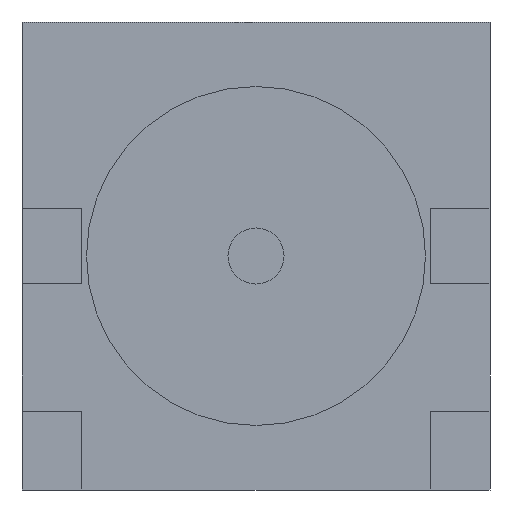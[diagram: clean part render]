
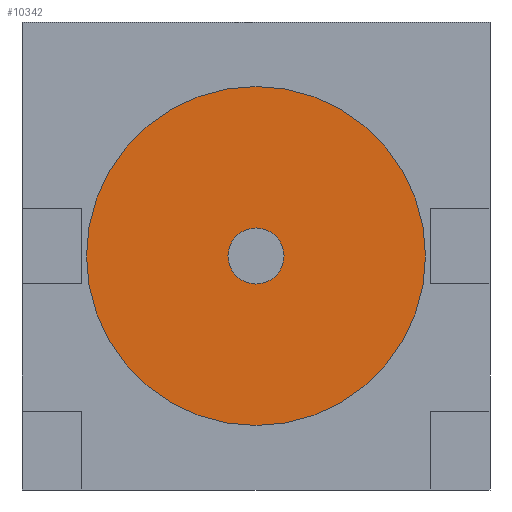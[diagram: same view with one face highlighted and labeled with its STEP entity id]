
A CAD part, front view. The second image highlights one B-rep face of the part: STEP entity #10342.
In plain terms, the highlighted planar face has unit normal (0, -1, 0).
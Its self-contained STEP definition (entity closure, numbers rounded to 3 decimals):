
#9440 = CYLINDRICAL_SURFACE('',#9441,2.3);
#9441 = AXIS2_PLACEMENT_3D('',#9442,#9443,#9444);
#9442 = CARTESIAN_POINT('',(0.,-4.,0.));
#9443 = DIRECTION('',(0.,-1.,0.));
#9444 = DIRECTION('',(1.,0.,0.));
#10261 = VERTEX_POINT('',#10262);
#10262 = CARTESIAN_POINT('',(2.3,-3.95,0.));
#10283 = EDGE_CURVE('',#10261,#10261,#10284,.T.);
#10284 = SURFACE_CURVE('',#10285,(#10290,#10297),.PCURVE_S1.);
#10285 = CIRCLE('',#10286,2.3);
#10286 = AXIS2_PLACEMENT_3D('',#10287,#10288,#10289);
#10287 = CARTESIAN_POINT('',(0.,-3.95,0.));
#10288 = DIRECTION('',(0.,-1.,0.));
#10289 = DIRECTION('',(1.,0.,0.));
#10290 = PCURVE('',#9440,#10291);
#10291 = DEFINITIONAL_REPRESENTATION('',(#10292),#10296);
#10292 = LINE('',#10293,#10294);
#10293 = CARTESIAN_POINT('',(0.,-0.05));
#10294 = VECTOR('',#10295,1.);
#10295 = DIRECTION('',(1.,0.));
#10296 = ( GEOMETRIC_REPRESENTATION_CONTEXT(2) 
PARAMETRIC_REPRESENTATION_CONTEXT() REPRESENTATION_CONTEXT('2D SPACE',''
  ) );
#10297 = PCURVE('',#10298,#10303);
#10298 = PLANE('',#10299);
#10299 = AXIS2_PLACEMENT_3D('',#10300,#10301,#10302);
#10300 = CARTESIAN_POINT('',(2.3,-3.95,0.));
#10301 = DIRECTION('',(0.,1.,0.));
#10302 = DIRECTION('',(0.,0.,1.));
#10303 = DEFINITIONAL_REPRESENTATION('',(#10304),#10312);
#10304 = ( BOUNDED_CURVE() B_SPLINE_CURVE(2,(#10305,#10306,#10307,#10308
    ,#10309,#10310,#10311),.UNSPECIFIED.,.F.,.F.) 
B_SPLINE_CURVE_WITH_KNOTS((1,2,2,2,2,1),(-2.094,0.,
    2.094,4.189,6.283,8.378),
.UNSPECIFIED.) CURVE() GEOMETRIC_REPRESENTATION_ITEM() 
RATIONAL_B_SPLINE_CURVE((1.,0.5,1.,0.5,1.,0.5,1.)) REPRESENTATION_ITEM(
  '') );
#10305 = CARTESIAN_POINT('',(0.,0.));
#10306 = CARTESIAN_POINT('',(3.984,0.));
#10307 = CARTESIAN_POINT('',(1.992,-3.45));
#10308 = CARTESIAN_POINT('',(0.,-6.9));
#10309 = CARTESIAN_POINT('',(-1.992,-3.45));
#10310 = CARTESIAN_POINT('',(-3.984,0.));
#10311 = CARTESIAN_POINT('',(0.,0.));
#10312 = ( GEOMETRIC_REPRESENTATION_CONTEXT(2) 
PARAMETRIC_REPRESENTATION_CONTEXT() REPRESENTATION_CONTEXT('2D SPACE',''
  ) );
#10342 = ADVANCED_FACE('',(#10343,#10346),#10298,.F.);
#10343 = FACE_BOUND('',#10344,.F.);
#10344 = EDGE_LOOP('',(#10345));
#10345 = ORIENTED_EDGE('',*,*,#10283,.F.);
#10346 = FACE_BOUND('',#10347,.F.);
#10347 = EDGE_LOOP('',(#10348));
#10348 = ORIENTED_EDGE('',*,*,#10349,.T.);
#10349 = EDGE_CURVE('',#10350,#10350,#10352,.T.);
#10350 = VERTEX_POINT('',#10351);
#10351 = CARTESIAN_POINT('',(0.38,-3.95,0.));
#10352 = SURFACE_CURVE('',#10353,(#10358,#10369),.PCURVE_S1.);
#10353 = CIRCLE('',#10354,0.38);
#10354 = AXIS2_PLACEMENT_3D('',#10355,#10356,#10357);
#10355 = CARTESIAN_POINT('',(0.,-3.95,0.
    ));
#10356 = DIRECTION('',(0.,-1.,0.));
#10357 = DIRECTION('',(1.,0.,0.));
#10358 = PCURVE('',#10298,#10359);
#10359 = DEFINITIONAL_REPRESENTATION('',(#10360),#10368);
#10360 = ( BOUNDED_CURVE() B_SPLINE_CURVE(2,(#10361,#10362,#10363,#10364
    ,#10365,#10366,#10367),.UNSPECIFIED.,.F.,.F.) 
B_SPLINE_CURVE_WITH_KNOTS((1,2,2,2,2,1),(-2.094,0.,
    2.094,4.189,6.283,8.378),
.UNSPECIFIED.) CURVE() GEOMETRIC_REPRESENTATION_ITEM() 
RATIONAL_B_SPLINE_CURVE((1.,0.5,1.,0.5,1.,0.5,1.)) REPRESENTATION_ITEM(
  '') );
#10361 = CARTESIAN_POINT('',(0.,-1.92));
#10362 = CARTESIAN_POINT('',(0.658,-1.92));
#10363 = CARTESIAN_POINT('',(0.329,-2.49));
#10364 = CARTESIAN_POINT('',(0.,-3.06));
#10365 = CARTESIAN_POINT('',(-0.329,-2.49));
#10366 = CARTESIAN_POINT('',(-0.658,-1.92));
#10367 = CARTESIAN_POINT('',(0.,-1.92));
#10368 = ( GEOMETRIC_REPRESENTATION_CONTEXT(2) 
PARAMETRIC_REPRESENTATION_CONTEXT() REPRESENTATION_CONTEXT('2D SPACE',''
  ) );
#10369 = PCURVE('',#10370,#10375);
#10370 = CYLINDRICAL_SURFACE('',#10371,0.38);
#10371 = AXIS2_PLACEMENT_3D('',#10372,#10373,#10374);
#10372 = CARTESIAN_POINT('',(0.,-3.95,0.
    ));
#10373 = DIRECTION('',(0.,1.,0.));
#10374 = DIRECTION('',(1.,0.,0.));
#10375 = DEFINITIONAL_REPRESENTATION('',(#10376),#10380);
#10376 = LINE('',#10377,#10378);
#10377 = CARTESIAN_POINT('',(-0.,0.));
#10378 = VECTOR('',#10379,1.);
#10379 = DIRECTION('',(-1.,0.));
#10380 = ( GEOMETRIC_REPRESENTATION_CONTEXT(2) 
PARAMETRIC_REPRESENTATION_CONTEXT() REPRESENTATION_CONTEXT('2D SPACE',''
  ) );
